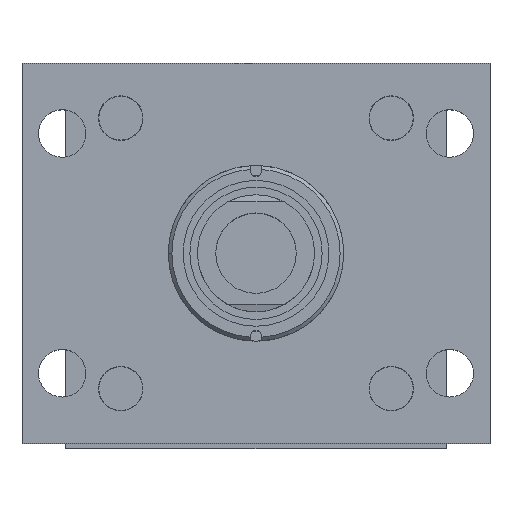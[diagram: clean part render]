
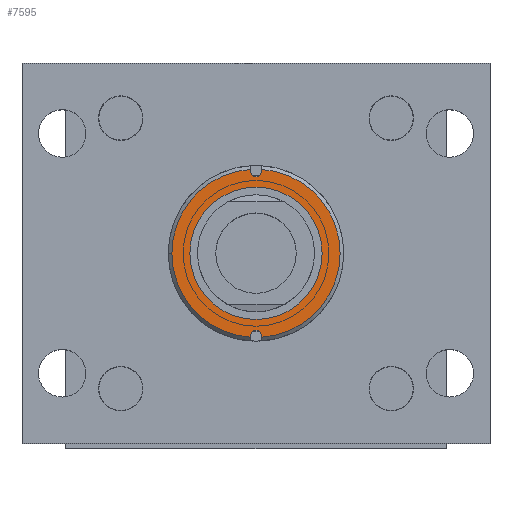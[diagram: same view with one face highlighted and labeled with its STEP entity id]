
A CAD part, top view. The second image highlights one B-rep face of the part: STEP entity #7595.
In plain terms, the highlighted planar face has unit normal (0, 0, 1).
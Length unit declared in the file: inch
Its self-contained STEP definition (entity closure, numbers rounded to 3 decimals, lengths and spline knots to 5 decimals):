
#55 = DIRECTION ( 'NONE',  ( 0., 0., -1. ) ) ;
#63 = DIRECTION ( 'NONE',  ( 0., -1., 0. ) ) ;
#246 = EDGE_CURVE ( 'NONE', #8022, #4241, #1845, .T. ) ;
#280 = AXIS2_PLACEMENT_3D ( 'NONE', #3527, #1727, #1852 ) ;
#425 = CARTESIAN_POINT ( 'NONE',  ( 19.1531, 41.0137, -2.93519 ) ) ;
#491 = CIRCLE ( 'NONE', #4967, 1.438 ) ;
#766 = CIRCLE ( 'NONE', #9784, 1.13104 ) ;
#785 = CARTESIAN_POINT ( 'NONE',  ( 19.2471, 42.4197, -2.93519 ) ) ;
#963 = AXIS2_PLACEMENT_3D ( 'NONE', #3007, #3924, #2181 ) ;
#1057 = CIRCLE ( 'NONE', #10824, 1.438 ) ;
#1130 = DIRECTION ( 'NONE',  ( -1., 0., 0. ) ) ;
#1326 = EDGE_CURVE ( 'NONE', #5974, #10108, #8934, .T. ) ;
#1382 = VERTEX_POINT ( 'NONE', #8001 ) ;
#1727 = DIRECTION ( 'NONE',  ( 0., 0., 1. ) ) ;
#1845 = CIRCLE ( 'NONE', #9044, 1.438 ) ;
#1852 = DIRECTION ( 'NONE',  ( 1., 0., 0. ) ) ;
#1859 = CARTESIAN_POINT ( 'NONE',  ( 19.2471, 42.4197, -2.93519 ) ) ;
#1901 = DIRECTION ( 'NONE',  ( 0., 0., -1. ) ) ;
#2102 = ORIENTED_EDGE ( 'NONE', *, *, #7381, .T. ) ;
#2181 = DIRECTION ( 'NONE',  ( -1., 0., 0. ) ) ;
#2269 = FACE_BOUND ( 'NONE', #9711, .T. ) ;
#2294 = DIRECTION ( 'NONE',  ( 0., 0., 1. ) ) ;
#2295 = CARTESIAN_POINT ( 'NONE',  ( 19.1531, 43.85462, -2.93519 ) ) ;
#2358 = ORIENTED_EDGE ( 'NONE', *, *, #7428, .F. ) ;
#2949 = ORIENTED_EDGE ( 'NONE', *, *, #1326, .T. ) ;
#2980 = VECTOR ( 'NONE', #9863, 39.37008 ) ;
#3007 = CARTESIAN_POINT ( 'NONE',  ( 19.2471, 42.4197, -2.93519 ) ) ;
#3090 = CARTESIAN_POINT ( 'NONE',  ( 19.3411, 43.8257, -2.93519 ) ) ;
#3122 = VECTOR ( 'NONE', #63, 39.37008 ) ;
#3170 = CARTESIAN_POINT ( 'NONE',  ( 17.8091, 42.4197, -2.93519 ) ) ;
#3245 = EDGE_CURVE ( 'NONE', #8778, #4241, #10669, .T. ) ;
#3418 = VERTEX_POINT ( 'NONE', #4104 ) ;
#3527 = CARTESIAN_POINT ( 'NONE',  ( 19.2471, 43.8257, -2.93519 ) ) ;
#3617 = CARTESIAN_POINT ( 'NONE',  ( 18.11607, 42.4197, -2.93519 ) ) ;
#3802 = CARTESIAN_POINT ( 'NONE',  ( 19.1531, 43.55073, -2.93519 ) ) ;
#3924 = DIRECTION ( 'NONE',  ( 0., 0., -1. ) ) ;
#3943 = AXIS2_PLACEMENT_3D ( 'NONE', #4396, #7949, #10683 ) ;
#3979 = ORIENTED_EDGE ( 'NONE', *, *, #7474, .F. ) ;
#4045 = EDGE_CURVE ( 'NONE', #1382, #8022, #1057, .T. ) ;
#4104 = CARTESIAN_POINT ( 'NONE',  ( 19.3411, 41.0137, -2.93519 ) ) ;
#4221 = VERTEX_POINT ( 'NONE', #3090 ) ;
#4241 = VERTEX_POINT ( 'NONE', #2295 ) ;
#4341 = EDGE_CURVE ( 'NONE', #8778, #4221, #6880, .T. ) ;
#4358 = DIRECTION ( 'NONE',  ( -1., 0., 0. ) ) ;
#4396 = CARTESIAN_POINT ( 'NONE',  ( 19.2471, 43.55073, -2.93519 ) ) ;
#4526 = CARTESIAN_POINT ( 'NONE',  ( 19.3411, 43.55073, -2.93519 ) ) ;
#4624 = CARTESIAN_POINT ( 'NONE',  ( 19.3411, 43.55073, -2.93519 ) ) ;
#4967 = AXIS2_PLACEMENT_3D ( 'NONE', #785, #55, #4358 ) ;
#5125 = EDGE_CURVE ( 'NONE', #3418, #8572, #6738, .T. ) ;
#5384 = FACE_OUTER_BOUND ( 'NONE', #6839, .T. ) ;
#5561 = EDGE_CURVE ( 'NONE', #3418, #8188, #9477, .T. ) ;
#5769 = EDGE_CURVE ( 'NONE', #8572, #1382, #10924, .T. ) ;
#5781 = ORIENTED_EDGE ( 'NONE', *, *, #4341, .F. ) ;
#5974 = VERTEX_POINT ( 'NONE', #3617 ) ;
#6042 = PLANE ( 'NONE',  #3943 ) ;
#6189 = ORIENTED_EDGE ( 'NONE', *, *, #5125, .F. ) ;
#6312 = CARTESIAN_POINT ( 'NONE',  ( 19.2471, 42.4197, -2.93519 ) ) ;
#6360 = VECTOR ( 'NONE', #9093, 39.37008 ) ;
#6514 = ORIENTED_EDGE ( 'NONE', *, *, #3245, .T. ) ;
#6644 = CARTESIAN_POINT ( 'NONE',  ( 19.3411, 43.85462, -2.93519 ) ) ;
#6738 = CIRCLE ( 'NONE', #11120, 0.094 ) ;
#6839 = EDGE_LOOP ( 'NONE', ( #6189, #10795, #3979, #2358, #5781, #6514, #8980, #7751, #11034 ) ) ;
#6880 = CIRCLE ( 'NONE', #280, 0.094 ) ;
#7065 = VERTEX_POINT ( 'NONE', #6644 ) ;
#7381 = EDGE_CURVE ( 'NONE', #10108, #5974, #766, .T. ) ;
#7428 = EDGE_CURVE ( 'NONE', #4221, #7065, #8102, .T. ) ;
#7437 = CARTESIAN_POINT ( 'NONE',  ( 19.2471, 41.0137, -2.93519 ) ) ;
#7474 = EDGE_CURVE ( 'NONE', #7065, #8188, #491, .T. ) ;
#7595 = ADVANCED_FACE ( 'NONE', ( #5384, #2269 ), #6042, .T. ) ;
#7751 = ORIENTED_EDGE ( 'NONE', *, *, #4045, .F. ) ;
#7949 = DIRECTION ( 'NONE',  ( 0., 0., 1. ) ) ;
#8001 = CARTESIAN_POINT ( 'NONE',  ( 19.1531, 40.98477, -2.93519 ) ) ;
#8022 = VERTEX_POINT ( 'NONE', #3170 ) ;
#8102 = LINE ( 'NONE', #4624, #11158 ) ;
#8188 = VERTEX_POINT ( 'NONE', #10252 ) ;
#8360 = DIRECTION ( 'NONE',  ( 1., 0., 0. ) ) ;
#8364 = CARTESIAN_POINT ( 'NONE',  ( 19.1531, 43.55073, -2.93519 ) ) ;
#8572 = VERTEX_POINT ( 'NONE', #425 ) ;
#8778 = VERTEX_POINT ( 'NONE', #10332 ) ;
#8840 = DIRECTION ( 'NONE',  ( 0., 0., -1. ) ) ;
#8930 = CARTESIAN_POINT ( 'NONE',  ( 19.2471, 42.4197, -2.93519 ) ) ;
#8934 = CIRCLE ( 'NONE', #963, 1.13104 ) ;
#8980 = ORIENTED_EDGE ( 'NONE', *, *, #246, .F. ) ;
#9044 = AXIS2_PLACEMENT_3D ( 'NONE', #8930, #10665, #9870 ) ;
#9093 = DIRECTION ( 'NONE',  ( 0., 1., 0. ) ) ;
#9477 = LINE ( 'NONE', #4526, #3122 ) ;
#9711 = EDGE_LOOP ( 'NONE', ( #2949, #2102 ) ) ;
#9784 = AXIS2_PLACEMENT_3D ( 'NONE', #1859, #1901, #1130 ) ;
#9863 = DIRECTION ( 'NONE',  ( 0., -1., 0. ) ) ;
#9870 = DIRECTION ( 'NONE',  ( -1., 0., 0. ) ) ;
#10108 = VERTEX_POINT ( 'NONE', #10829 ) ;
#10252 = CARTESIAN_POINT ( 'NONE',  ( 19.3411, 40.98477, -2.93519 ) ) ;
#10332 = CARTESIAN_POINT ( 'NONE',  ( 19.1531, 43.8257, -2.93519 ) ) ;
#10601 = DIRECTION ( 'NONE',  ( -1., 0., 0. ) ) ;
#10622 = DIRECTION ( 'NONE',  ( 0., 1., 0. ) ) ;
#10665 = DIRECTION ( 'NONE',  ( 0., 0., -1. ) ) ;
#10669 = LINE ( 'NONE', #8364, #6360 ) ;
#10683 = DIRECTION ( 'NONE',  ( 1., 0., 0. ) ) ;
#10795 = ORIENTED_EDGE ( 'NONE', *, *, #5561, .T. ) ;
#10824 = AXIS2_PLACEMENT_3D ( 'NONE', #6312, #8840, #10601 ) ;
#10829 = CARTESIAN_POINT ( 'NONE',  ( 20.37814, 42.4197, -2.93519 ) ) ;
#10924 = LINE ( 'NONE', #3802, #2980 ) ;
#11034 = ORIENTED_EDGE ( 'NONE', *, *, #5769, .F. ) ;
#11120 = AXIS2_PLACEMENT_3D ( 'NONE', #7437, #2294, #8360 ) ;
#11158 = VECTOR ( 'NONE', #10622, 39.37008 ) ;
